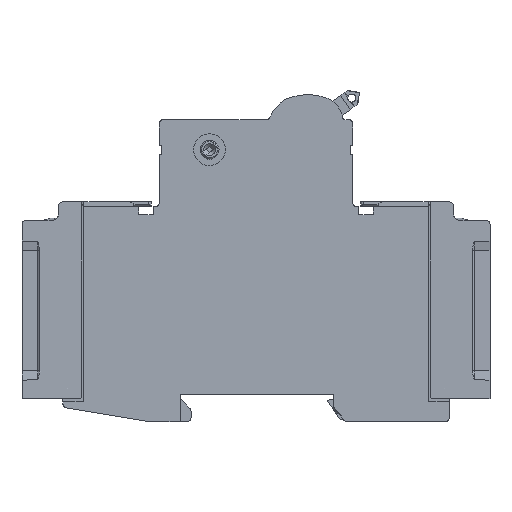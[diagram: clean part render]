
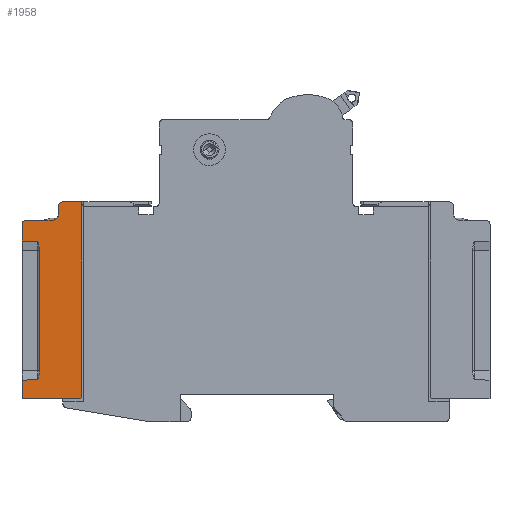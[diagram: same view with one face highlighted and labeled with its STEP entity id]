
A CAD part, left-side view. The second image highlights one B-rep face of the part: STEP entity #1958.
In plain terms, the highlighted planar face has unit normal (-1, 0, 0).
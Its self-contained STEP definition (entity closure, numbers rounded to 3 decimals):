
#1958=ADVANCED_FACE('',(#4584),#4585,.T.);
#4584=FACE_OUTER_BOUND('',#7872,.T.);
#4585=PLANE('',#7873);
#7872=EDGE_LOOP('',(#14819,#14820,#14821,#14822,#14823,#14824,#14825,#14826,#14827,#14828,#14829,#14830,#14831,#14832,#14833,#14834,#14835,#14836));
#7873=AXIS2_PLACEMENT_3D('',#14837,#14838,#14839);
#14819=ORIENTED_EDGE('',*,*,#22800,.F.);
#14820=ORIENTED_EDGE('',*,*,#22868,.T.);
#14821=ORIENTED_EDGE('',*,*,#21285,.F.);
#14822=ORIENTED_EDGE('',*,*,#22869,.F.);
#14823=ORIENTED_EDGE('',*,*,#22870,.T.);
#14824=ORIENTED_EDGE('',*,*,#22871,.F.);
#14825=ORIENTED_EDGE('',*,*,#21292,.F.);
#14826=ORIENTED_EDGE('',*,*,#22872,.F.);
#14827=ORIENTED_EDGE('',*,*,#22796,.T.);
#14828=ORIENTED_EDGE('',*,*,#22675,.F.);
#14829=ORIENTED_EDGE('',*,*,#22866,.T.);
#14830=ORIENTED_EDGE('',*,*,#22861,.T.);
#14831=ORIENTED_EDGE('',*,*,#22873,.F.);
#14832=ORIENTED_EDGE('',*,*,#22874,.T.);
#14833=ORIENTED_EDGE('',*,*,#22730,.F.);
#14834=ORIENTED_EDGE('',*,*,#22875,.T.);
#14835=ORIENTED_EDGE('',*,*,#22876,.F.);
#14836=ORIENTED_EDGE('',*,*,#22877,.T.);
#14837=CARTESIAN_POINT('',(0.15,108.8,5.3));
#14838=DIRECTION('',(-1.0,0.0,0.0));
#14839=DIRECTION('',(0.0,1.0,0.0));
#21285=EDGE_CURVE('',#25475,#25478,#25479,.T.);
#21292=EDGE_CURVE('',#25489,#25485,#25491,.T.);
#22675=EDGE_CURVE('',#27657,#27659,#27660,.T.);
#22730=EDGE_CURVE('',#27744,#27746,#27747,.T.);
#22796=EDGE_CURVE('',#27861,#27659,#27862,.T.);
#22800=EDGE_CURVE('',#27867,#27869,#27870,.T.);
#22861=EDGE_CURVE('',#27952,#27956,#27958,.T.);
#22866=EDGE_CURVE('',#27657,#27952,#27964,.T.);
#22868=EDGE_CURVE('',#27867,#25478,#27966,.T.);
#22869=EDGE_CURVE('',#27967,#25475,#27968,.T.);
#22870=EDGE_CURVE('',#27967,#27969,#27970,.T.);
#22871=EDGE_CURVE('',#25485,#27969,#27971,.T.);
#22872=EDGE_CURVE('',#27861,#25489,#27972,.T.);
#22873=EDGE_CURVE('',#27973,#27956,#27974,.T.);
#22874=EDGE_CURVE('',#27973,#27746,#27975,.T.);
#22875=EDGE_CURVE('',#27744,#27976,#27977,.T.);
#22876=EDGE_CURVE('',#27978,#27976,#27979,.T.);
#22877=EDGE_CURVE('',#27978,#27869,#27980,.T.);
#25475=VERTEX_POINT('',#31608);
#25478=VERTEX_POINT('',#31612);
#25479=ELLIPSE('',#31613,2.04,0.4);
#25485=VERTEX_POINT('',#31620);
#25489=VERTEX_POINT('',#31625);
#25491=ELLIPSE('',#31628,2.04,0.4);
#27657=VERTEX_POINT('',#35096);
#27659=VERTEX_POINT('',#35099);
#27660=LINE('',#35100,#35101);
#27744=VERTEX_POINT('',#35224);
#27746=VERTEX_POINT('',#35227);
#27747=LINE('',#35228,#35229);
#27861=VERTEX_POINT('',#35387);
#27862=LINE('',#35388,#35389);
#27867=VERTEX_POINT('',#35396);
#27869=VERTEX_POINT('',#35399);
#27870=LINE('',#35400,#35401);
#27952=VERTEX_POINT('',#35517);
#27956=VERTEX_POINT('',#35523);
#27958=LINE('',#35526,#35527);
#27964=LINE('',#35535,#35536);
#27966=LINE('',#35538,#35539);
#27967=VERTEX_POINT('',#35540);
#27968=ELLIPSE('',#35541,2.04,0.4);
#27969=VERTEX_POINT('',#35542);
#27970=LINE('',#35543,#35544);
#27971=ELLIPSE('',#35545,2.04,0.4);
#27972=LINE('',#35546,#35547);
#27973=VERTEX_POINT('',#35548);
#27974=LINE('',#35549,#35550);
#27975=CIRCLE('',#35551,1.0);
#27976=VERTEX_POINT('',#35552);
#27977=CIRCLE('',#35553,1.5);
#27978=VERTEX_POINT('',#35554);
#27979=LINE('',#35555,#35556);
#27980=CIRCLE('',#35557,1.0);
#31608=CARTESIAN_POINT('',(0.15,104.8,39.778));
#31612=CARTESIAN_POINT('',(0.15,105.197,41.818));
#31613=AXIS2_PLACEMENT_3D('',#41598,#41599,#41600);
#31620=CARTESIAN_POINT('',(0.15,104.8,11.822));
#31625=CARTESIAN_POINT('',(0.15,105.197,9.782));
#31628=AXIS2_PLACEMENT_3D('',#41610,#41611,#41612);
#35096=CARTESIAN_POINT('',(0.15,95.2,5.3));
#35099=CARTESIAN_POINT('',(0.15,108.8,5.3));
#35100=CARTESIAN_POINT('',(0.15,95.2,5.3));
#35101=VECTOR('',#42988,1.0);
#35224=CARTESIAN_POINT('',(0.15,100.3,48.3));
#35227=CARTESIAN_POINT('',(0.15,100.3,50.1));
#35228=CARTESIAN_POINT('',(0.15,100.3,48.3));
#35229=VECTOR('',#43047,1.0);
#35387=CARTESIAN_POINT('',(0.15,108.8,9.622));
#35388=CARTESIAN_POINT('',(0.15,108.8,5.3));
#35389=VECTOR('',#43128,1.0);
#35396=CARTESIAN_POINT('',(0.15,108.8,41.978));
#35399=CARTESIAN_POINT('',(0.15,108.8,45.8));
#35400=CARTESIAN_POINT('',(0.15,108.8,45.8));
#35401=VECTOR('',#43132,1.0);
#35517=CARTESIAN_POINT('',(0.15,94.9,5.6));
#35523=CARTESIAN_POINT('',(0.15,94.9,51.1));
#35526=CARTESIAN_POINT('',(0.15,94.9,5.6));
#35527=VECTOR('',#43194,1.0);
#35535=CARTESIAN_POINT('',(0.15,95.2,5.3));
#35536=VECTOR('',#43197,1.0);
#35538=CARTESIAN_POINT('',(0.15,108.8,41.978));
#35539=VECTOR('',#43198,1.0);
#35540=CARTESIAN_POINT('',(0.152,104.8,39.761));
#35541=AXIS2_PLACEMENT_3D('',#43199,#43200,#43201);
#35542=CARTESIAN_POINT('',(0.152,104.8,11.839));
#35543=CARTESIAN_POINT('',(0.15,104.8,39.761));
#35544=VECTOR('',#43202,1.0);
#35545=AXIS2_PLACEMENT_3D('',#43203,#43204,#43205);
#35546=CARTESIAN_POINT('',(0.15,108.8,9.622));
#35547=VECTOR('',#43206,1.0);
#35548=CARTESIAN_POINT('',(0.15,99.3,51.1));
#35549=CARTESIAN_POINT('',(0.15,99.3,51.1));
#35550=VECTOR('',#43207,1.0);
#35551=AXIS2_PLACEMENT_3D('',#43208,#43209,#43210);
#35552=CARTESIAN_POINT('',(0.15,101.8,46.8));
#35553=AXIS2_PLACEMENT_3D('',#43211,#43212,#43213);
#35554=CARTESIAN_POINT('',(0.15,107.8,46.8));
#35555=CARTESIAN_POINT('',(0.15,107.8,46.8));
#35556=VECTOR('',#43214,1.0);
#35557=AXIS2_PLACEMENT_3D('',#43215,#43216,#43217);
#41598=CARTESIAN_POINT('',(0.15,105.2,39.778));
#41599=DIRECTION('',(-1.0,0.0,0.0));
#41600=DIRECTION('',(0.0,0.0,1.0));
#41610=CARTESIAN_POINT('',(0.15,105.2,11.822));
#41611=DIRECTION('',(-1.0,0.0,0.0));
#41612=DIRECTION('',(0.0,0.0,1.0));
#42988=DIRECTION('',(0.0,1.0,0.0));
#43047=DIRECTION('',(0.0,0.0,1.0));
#43128=DIRECTION('',(0.0,0.0,-1.0));
#43132=DIRECTION('',(0.0,0.0,1.0));
#43194=DIRECTION('',(0.0,0.0,1.0));
#43197=DIRECTION('',(0.0,-0.707,0.707));
#43198=DIRECTION('',(0.0,-0.999,-0.044));
#43199=CARTESIAN_POINT('',(0.15,105.2,39.778));
#43200=DIRECTION('',(-1.0,0.0,0.0));
#43201=DIRECTION('',(0.0,0.0,1.0));
#43202=DIRECTION('',(0.0,0.0,-1.0));
#43203=CARTESIAN_POINT('',(0.15,105.2,11.822));
#43204=DIRECTION('',(-1.0,0.0,0.0));
#43205=DIRECTION('',(0.0,0.0,1.0));
#43206=DIRECTION('',(0.0,-0.999,0.044));
#43207=DIRECTION('',(0.0,-1.0,0.0));
#43208=CARTESIAN_POINT('',(0.15,99.3,50.1));
#43209=DIRECTION('',(-1.0,0.0,0.0));
#43210=DIRECTION('',(0.0,0.0,1.0));
#43211=CARTESIAN_POINT('',(0.15,101.8,48.3));
#43212=DIRECTION('',(1.0,0.0,0.0));
#43213=DIRECTION('',(0.0,-1.0,0.0));
#43214=DIRECTION('',(0.0,-1.0,0.0));
#43215=CARTESIAN_POINT('',(0.15,107.8,45.8));
#43216=DIRECTION('',(-1.0,0.0,0.0));
#43217=DIRECTION('',(0.0,0.0,1.0));
